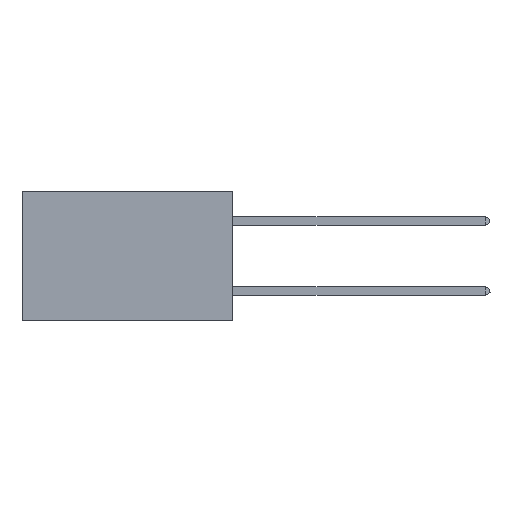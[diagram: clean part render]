
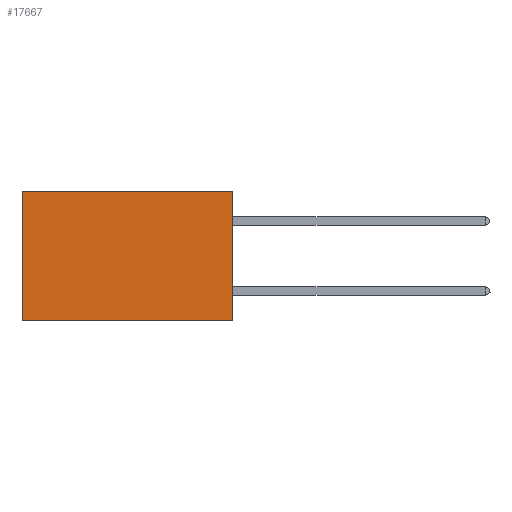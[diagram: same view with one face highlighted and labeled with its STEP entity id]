
A CAD part, left-side view. The second image highlights one B-rep face of the part: STEP entity #17667.
In plain terms, the highlighted planar face has unit normal (-1, 0, 0).
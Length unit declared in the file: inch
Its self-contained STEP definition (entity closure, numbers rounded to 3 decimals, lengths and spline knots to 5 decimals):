
#1549 = CARTESIAN_POINT ( 'NONE',  ( 0.2875, 0., 0. ) ) ;
#1800 = VECTOR ( 'NONE', #16395, 39.37008 ) ;
#1819 = DIRECTION ( 'NONE',  ( 0., 0., -1. ) ) ;
#4564 = ORIENTED_EDGE ( 'NONE', *, *, #38588, .T. ) ;
#6236 = CARTESIAN_POINT ( 'NONE',  ( 0.2875, 0., -0.37 ) ) ;
#10021 = CARTESIAN_POINT ( 'NONE',  ( 0.2875, 0., 0. ) ) ;
#12443 = VERTEX_POINT ( 'NONE', #20602 ) ;
#13362 = DIRECTION ( 'NONE',  ( 0., 1., 0. ) ) ;
#13521 = EDGE_CURVE ( 'NONE', #28722, #14788, #35748, .T. ) ;
#14788 = VERTEX_POINT ( 'NONE', #38672 ) ;
#14856 = CARTESIAN_POINT ( 'NONE',  ( 0.2875, 0., 0. ) ) ;
#15288 = LINE ( 'NONE', #34846, #1800 ) ;
#16395 = DIRECTION ( 'NONE',  ( 0., 0., -1. ) ) ;
#16556 = LINE ( 'NONE', #10021, #36793 ) ;
#16692 = LINE ( 'NONE', #1549, #32110 ) ;
#17667 = ADVANCED_FACE ( 'NONE', ( #37774 ), #18349, .F. ) ;
#17785 = VERTEX_POINT ( 'NONE', #21129 ) ;
#18349 = PLANE ( 'NONE',  #37754 ) ;
#20156 = EDGE_LOOP ( 'NONE', ( #20337, #31201, #21654, #4564 ) ) ;
#20337 = ORIENTED_EDGE ( 'NONE', *, *, #31231, .T. ) ;
#20602 = CARTESIAN_POINT ( 'NONE',  ( 0.2875, 0., 0. ) ) ;
#21129 = CARTESIAN_POINT ( 'NONE',  ( 0.2875, 0.6, 0. ) ) ;
#21251 = VECTOR ( 'NONE', #23375, 39.37008 ) ;
#21654 = ORIENTED_EDGE ( 'NONE', *, *, #22841, .F. ) ;
#22841 = EDGE_CURVE ( 'NONE', #12443, #28722, #16692, .T. ) ;
#23375 = DIRECTION ( 'NONE',  ( 0., 1., 0. ) ) ;
#27483 = DIRECTION ( 'NONE',  ( 0., 0., -1. ) ) ;
#28722 = VERTEX_POINT ( 'NONE', #6236 ) ;
#31201 = ORIENTED_EDGE ( 'NONE', *, *, #13521, .F. ) ;
#31231 = EDGE_CURVE ( 'NONE', #17785, #14788, #15288, .T. ) ;
#32110 = VECTOR ( 'NONE', #1819, 39.37008 ) ;
#34846 = CARTESIAN_POINT ( 'NONE',  ( 0.2875, 0.6, 0. ) ) ;
#35748 = LINE ( 'NONE', #36062, #21251 ) ;
#36062 = CARTESIAN_POINT ( 'NONE',  ( 0.2875, 0., -0.37 ) ) ;
#36793 = VECTOR ( 'NONE', #13362, 39.37008 ) ;
#37754 = AXIS2_PLACEMENT_3D ( 'NONE', #14856, #39358, #27483 ) ;
#37774 = FACE_OUTER_BOUND ( 'NONE', #20156, .T. ) ;
#38588 = EDGE_CURVE ( 'NONE', #12443, #17785, #16556, .T. ) ;
#38672 = CARTESIAN_POINT ( 'NONE',  ( 0.2875, 0.6, -0.37 ) ) ;
#39358 = DIRECTION ( 'NONE',  ( 1., 0., 0. ) ) ;
